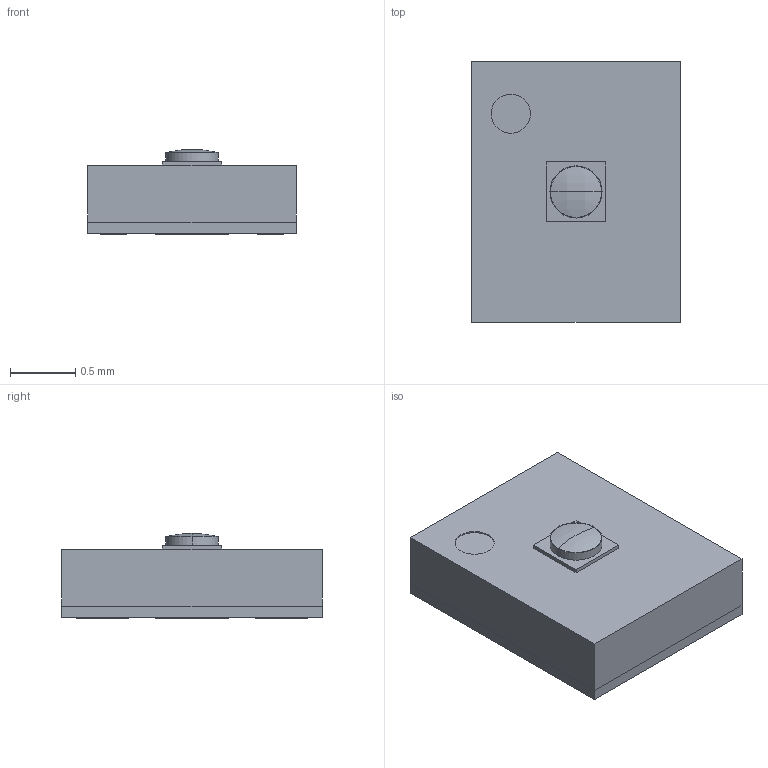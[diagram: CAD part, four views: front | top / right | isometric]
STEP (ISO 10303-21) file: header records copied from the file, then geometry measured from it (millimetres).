
FILE_DESCRIPTION (( 'STEP AP214' ), '1' );
FILE_NAME ('HSFPAR004A.STEP', '2024-07-26T06:29:32', ( '' ), ( '' ), 'SwSTEP 2.0', 'SolidWorks 2020', '' );
FILE_SCHEMA (( 'AUTOMOTIVE_DESIGN' ));
Length unit declared in the file: centimetre
Products named in the file (2): Force_sensor_Knob_兂400um_without mark; HSFPAR004A
Assembly tree (1 placements, depth 2):
  HSFPAR004A
    Force_sensor_Knob_兂400um_without mark
Bounding box: 1.6 x 2 x 0.65 mm (x, y, z)
Volume: 1.7 mm3; surface area: 18.5 mm2
Topology: 8 solids, 8 shells, 56 faces, 111 edges, 74 vertices
Faces by surface type: plane 50, cylinder 4, bspline 2
Entity records: 2205 total; most frequent: CARTESIAN_POINT 293, DIRECTION 234, ORIENTED_EDGE 222, EDGE_CURVE 111, VECTOR 100, LINE 100, VERTEX_POINT 74, AXIS2_PLACEMENT_3D 67
